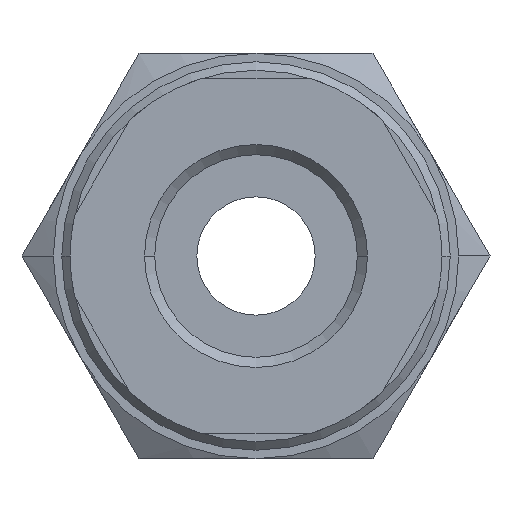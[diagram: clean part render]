
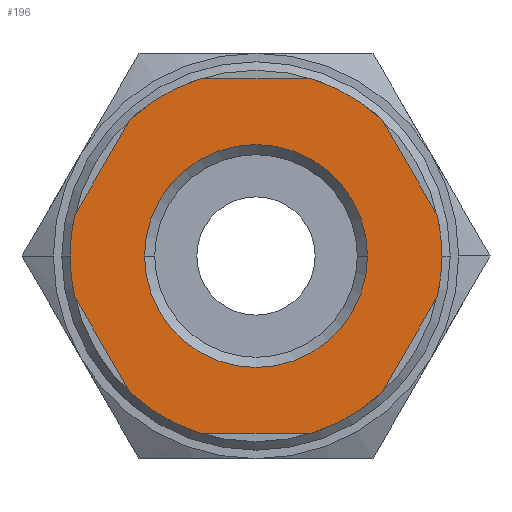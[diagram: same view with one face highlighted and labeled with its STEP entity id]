
A CAD part, front view. The second image highlights one B-rep face of the part: STEP entity #196.
In plain terms, the highlighted planar face has unit normal (0, -1, 0).
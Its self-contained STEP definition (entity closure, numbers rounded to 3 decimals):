
#196=ADVANCED_FACE('',(#410,#411),#412,.T.);
#410=FACE_BOUND('',#641,.T.);
#411=FACE_OUTER_BOUND('',#642,.T.);
#412=PLANE('',#643);
#641=EDGE_LOOP('',(#1115,#1116));
#642=EDGE_LOOP('',(#1117,#1118,#1119,#1120,#1121,#1122,#1123,#1124,#1125,#1126,#1127,#1128,#1129,#1130));
#643=AXIS2_PLACEMENT_3D('',#1131,#1132,#1133);
#1115=ORIENTED_EDGE('',*,*,#1512,.T.);
#1116=ORIENTED_EDGE('',*,*,#1403,.T.);
#1117=ORIENTED_EDGE('',*,*,#1331,.T.);
#1118=ORIENTED_EDGE('',*,*,#1500,.F.);
#1119=ORIENTED_EDGE('',*,*,#1340,.T.);
#1120=ORIENTED_EDGE('',*,*,#1398,.F.);
#1121=ORIENTED_EDGE('',*,*,#1490,.T.);
#1122=ORIENTED_EDGE('',*,*,#1513,.F.);
#1123=ORIENTED_EDGE('',*,*,#1381,.F.);
#1124=ORIENTED_EDGE('',*,*,#1479,.T.);
#1125=ORIENTED_EDGE('',*,*,#1391,.F.);
#1126=ORIENTED_EDGE('',*,*,#1438,.T.);
#1127=ORIENTED_EDGE('',*,*,#1514,.F.);
#1128=ORIENTED_EDGE('',*,*,#1345,.T.);
#1129=ORIENTED_EDGE('',*,*,#1459,.F.);
#1130=ORIENTED_EDGE('',*,*,#1515,.F.);
#1131=CARTESIAN_POINT('',(5.5,0.0,0.0));
#1132=DIRECTION('',(-0.0,-1.0,-0.0));
#1133=DIRECTION('',(-1.0,0.0,0.0));
#1331=EDGE_CURVE('',#1572,#1569,#1573,.T.);
#1340=EDGE_CURVE('',#1587,#1584,#1588,.T.);
#1345=EDGE_CURVE('',#1596,#1593,#1597,.T.);
#1381=EDGE_CURVE('',#1653,#1648,#1655,.T.);
#1391=EDGE_CURVE('',#1671,#1666,#1673,.T.);
#1398=EDGE_CURVE('',#1680,#1584,#1682,.T.);
#1403=EDGE_CURVE('',#1684,#1687,#1689,.T.);
#1438=EDGE_CURVE('',#1671,#1741,#1744,.T.);
#1459=EDGE_CURVE('',#1773,#1593,#1775,.T.);
#1479=EDGE_CURVE('',#1653,#1666,#1801,.T.);
#1490=EDGE_CURVE('',#1680,#1813,#1816,.T.);
#1500=EDGE_CURVE('',#1587,#1569,#1826,.T.);
#1512=EDGE_CURVE('',#1687,#1684,#1840,.T.);
#1513=EDGE_CURVE('',#1648,#1813,#1841,.T.);
#1514=EDGE_CURVE('',#1596,#1741,#1842,.T.);
#1515=EDGE_CURVE('',#1572,#1773,#1843,.T.);
#1569=VERTEX_POINT('',#1911);
#1572=VERTEX_POINT('',#1915);
#1573=LINE('',#1916,#1917);
#1584=VERTEX_POINT('',#1930);
#1587=VERTEX_POINT('',#1934);
#1588=LINE('',#1935,#1936);
#1593=VERTEX_POINT('',#1943);
#1596=VERTEX_POINT('',#1947);
#1597=LINE('',#1948,#1949);
#1648=VERTEX_POINT('',#2032);
#1653=VERTEX_POINT('',#2038);
#1655=CIRCLE('',#2041,11.0);
#1666=VERTEX_POINT('',#2052);
#1671=VERTEX_POINT('',#2058);
#1673=CIRCLE('',#2061,11.0);
#1680=VERTEX_POINT('',#2070);
#1682=CIRCLE('',#2073,11.0);
#1684=VERTEX_POINT('',#2075);
#1687=VERTEX_POINT('',#2079);
#1689=CIRCLE('',#2082,6.6);
#1741=VERTEX_POINT('',#2209);
#1744=LINE('',#2213,#2214);
#1773=VERTEX_POINT('',#2313);
#1775=CIRCLE('',#2316,11.0);
#1801=LINE('',#2389,#2390);
#1813=VERTEX_POINT('',#2407);
#1816=LINE('',#2411,#2412);
#1826=CIRCLE('',#2446,11.0);
#1840=CIRCLE('',#2473,6.6);
#1841=CIRCLE('',#2474,11.0);
#1842=CIRCLE('',#2475,11.0);
#1843=CIRCLE('',#2476,11.0);
#1911=CARTESIAN_POINT('',(-7.454,0.0,-8.089));
#1915=CARTESIAN_POINT('',(-10.733,0.0,-2.411));
#1916=CARTESIAN_POINT('',(-8.406,0.0,-6.441));
#1917=VECTOR('',#2549,1.0);
#1930=CARTESIAN_POINT('',(3.279,0.0,-10.5));
#1934=CARTESIAN_POINT('',(-3.279,0.0,-10.5));
#1935=CARTESIAN_POINT('',(2.75,0.0,-10.5));
#1936=VECTOR('',#2562,1.0);
#1943=CARTESIAN_POINT('',(-10.733,0.0,2.411));
#1947=CARTESIAN_POINT('',(-7.454,0.0,8.089));
#1948=CARTESIAN_POINT('',(-8.406,0.0,6.441));
#1949=VECTOR('',#2566,1.0);
#2032=CARTESIAN_POINT('',(11.0,0.0,0.));
#2038=CARTESIAN_POINT('',(10.733,0.0,2.411));
#2041=AXIS2_PLACEMENT_3D('',#2618,#2619,#2620);
#2052=CARTESIAN_POINT('',(7.454,0.0,8.089));
#2058=CARTESIAN_POINT('',(3.279,0.0,10.5));
#2061=AXIS2_PLACEMENT_3D('',#2638,#2639,#2640);
#2070=CARTESIAN_POINT('',(7.454,0.0,-8.089));
#2073=AXIS2_PLACEMENT_3D('',#2647,#2648,#2649);
#2075=CARTESIAN_POINT('',(6.6,0.0,0.));
#2079=CARTESIAN_POINT('',(-6.6,0.0,0.));
#2082=AXIS2_PLACEMENT_3D('',#2655,#2656,#2657);
#2209=CARTESIAN_POINT('',(-3.279,0.0,10.5));
#2213=CARTESIAN_POINT('',(2.75,0.0,10.5));
#2214=VECTOR('',#2698,1.0);
#2313=CARTESIAN_POINT('',(-11.0,0.0,0.));
#2316=AXIS2_PLACEMENT_3D('',#2713,#2714,#2715);
#2389=CARTESIAN_POINT('',(9.781,0.0,4.059));
#2390=VECTOR('',#2737,1.0);
#2407=CARTESIAN_POINT('',(10.733,0.0,-2.411));
#2411=CARTESIAN_POINT('',(9.781,0.0,-4.059));
#2412=VECTOR('',#2747,1.0);
#2446=AXIS2_PLACEMENT_3D('',#2756,#2757,#2758);
#2473=AXIS2_PLACEMENT_3D('',#2767,#2768,#2769);
#2474=AXIS2_PLACEMENT_3D('',#2770,#2771,#2772);
#2475=AXIS2_PLACEMENT_3D('',#2773,#2774,#2775);
#2476=AXIS2_PLACEMENT_3D('',#2776,#2777,#2778);
#2549=DIRECTION('',(0.5,0.0,-0.866));
#2562=DIRECTION('',(1.0,-0.0,0.0));
#2566=DIRECTION('',(-0.5,0.0,-0.866));
#2618=CARTESIAN_POINT('',(0.0,0.0,0.0));
#2619=DIRECTION('',(-0.0,1.0,0.0));
#2620=DIRECTION('',(1.0,0.0,0.0));
#2638=CARTESIAN_POINT('',(0.0,0.0,0.0));
#2639=DIRECTION('',(-0.0,1.0,0.0));
#2640=DIRECTION('',(1.0,0.0,0.0));
#2647=CARTESIAN_POINT('',(0.0,0.0,0.0));
#2648=DIRECTION('',(-0.0,1.0,0.0));
#2649=DIRECTION('',(1.0,0.0,0.0));
#2655=CARTESIAN_POINT('',(0.0,0.0,0.0));
#2656=DIRECTION('',(-0.0,1.0,0.0));
#2657=DIRECTION('',(1.0,0.0,0.0));
#2698=DIRECTION('',(-1.0,0.0,0.));
#2713=CARTESIAN_POINT('',(0.0,0.0,0.0));
#2714=DIRECTION('',(-0.0,1.0,0.0));
#2715=DIRECTION('',(1.0,0.0,0.0));
#2737=DIRECTION('',(-0.5,0.0,0.866));
#2747=DIRECTION('',(0.5,-0.0,0.866));
#2756=CARTESIAN_POINT('',(0.0,0.0,0.0));
#2757=DIRECTION('',(-0.0,1.0,0.0));
#2758=DIRECTION('',(1.0,0.0,0.0));
#2767=CARTESIAN_POINT('',(0.0,0.0,0.0));
#2768=DIRECTION('',(-0.0,1.0,0.0));
#2769=DIRECTION('',(1.0,0.0,0.0));
#2770=CARTESIAN_POINT('',(0.0,0.0,0.0));
#2771=DIRECTION('',(-0.0,1.0,0.0));
#2772=DIRECTION('',(1.0,0.0,0.0));
#2773=CARTESIAN_POINT('',(0.0,0.0,0.0));
#2774=DIRECTION('',(-0.0,1.0,0.0));
#2775=DIRECTION('',(1.0,0.0,0.0));
#2776=CARTESIAN_POINT('',(0.0,0.0,0.0));
#2777=DIRECTION('',(-0.0,1.0,0.0));
#2778=DIRECTION('',(1.0,0.0,0.0));
